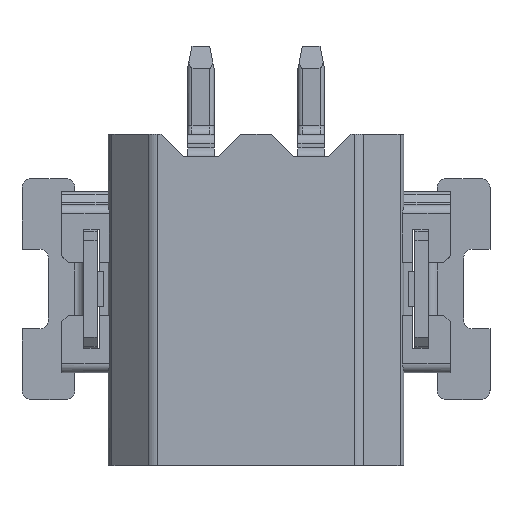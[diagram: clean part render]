
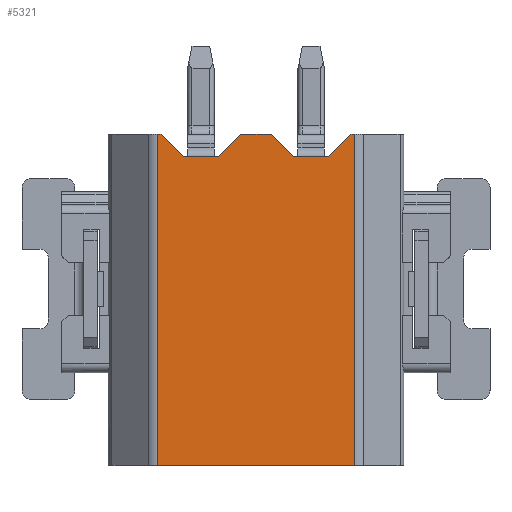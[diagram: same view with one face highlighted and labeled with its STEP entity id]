
A CAD part, top view. The second image highlights one B-rep face of the part: STEP entity #5321.
In plain terms, the highlighted planar face has unit normal (0, 0, 1).
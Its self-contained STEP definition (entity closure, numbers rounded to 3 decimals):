
#5321=ADVANCED_FACE('',(#10735),#10736,.T.);
#5561=VERTEX_POINT('',#11042);
#5565=VERTEX_POINT('',#11047);
#5567=EDGE_CURVE('',#5561,#5565,#11049,.T.);
#5827=VERTEX_POINT('',#11346);
#5831=VERTEX_POINT('',#11350);
#5833=EDGE_CURVE('',#5831,#5827,#11352,.T.);
#6129=VERTEX_POINT('',#11648);
#6133=EDGE_CURVE('',#6129,#5827,#11652,.T.);
#6295=VERTEX_POINT('',#11814);
#6297=EDGE_CURVE('',#6295,#5831,#11816,.T.);
#6549=VERTEX_POINT('',#12068);
#6553=VERTEX_POINT('',#12072);
#6555=EDGE_CURVE('',#6549,#6553,#12074,.T.);
#6695=VERTEX_POINT('',#12214);
#6699=EDGE_CURVE('',#6695,#6553,#12218,.T.);
#6705=VERTEX_POINT('',#12224);
#6707=EDGE_CURVE('',#6695,#6705,#12226,.T.);
#6737=VERTEX_POINT('',#12256);
#6739=EDGE_CURVE('',#6737,#5565,#12258,.T.);
#7205=EDGE_CURVE('',#6295,#5561,#12724,.T.);
#7207=EDGE_CURVE('',#6705,#6129,#12726,.T.);
#7209=VERTEX_POINT('',#12728);
#7211=EDGE_CURVE('',#7209,#6549,#12730,.T.);
#7213=EDGE_CURVE('',#6737,#7209,#12732,.T.);
#10735=FACE_OUTER_BOUND('',#18204,.T.);
#10736=PLANE('',#18205);
#11042=CARTESIAN_POINT('',(0.824,0.0,5.0));
#11047=CARTESIAN_POINT('',(0.824,7.5,5.0));
#11049=LINE('',#18827,#18828);
#11346=CARTESIAN_POINT('',(5.2,7.5,5.0));
#11350=CARTESIAN_POINT('',(5.276,7.5,5.0));
#11352=LINE('',#19401,#19402);
#11648=CARTESIAN_POINT('',(4.7,7.0,5.0));
#11652=LINE('',#19866,#19867);
#11814=CARTESIAN_POINT('',(5.276,0.,5.0));
#11816=LINE('',#20154,#20155);
#12068=CARTESIAN_POINT('',(2.2,7.0,5.0));
#12072=CARTESIAN_POINT('',(2.7,7.5,5.0));
#12074=LINE('',#20562,#20563);
#12214=CARTESIAN_POINT('',(3.4,7.5,5.0));
#12218=LINE('',#20792,#20793);
#12224=CARTESIAN_POINT('',(3.9,7.0,5.0));
#12226=LINE('',#20806,#20807);
#12256=CARTESIAN_POINT('',(0.9,7.5,5.0));
#12258=LINE('',#20861,#20862);
#12724=LINE('',#21632,#21633);
#12726=LINE('',#21636,#21637);
#12728=CARTESIAN_POINT('',(1.4,7.,5.0));
#12730=LINE('',#21642,#21643);
#12732=LINE('',#21646,#21647);
#18204=EDGE_LOOP('',(#27034,#27035,#27036,#27037,#27038,#27039,#27040,#27041,#27042,#27043,#27044,#27045));
#18205=AXIS2_PLACEMENT_3D('',#27046,#27047,#27048);
#18827=CARTESIAN_POINT('',(0.824,0.0,5.0));
#18828=VECTOR('',#27516,1.0);
#19401=CARTESIAN_POINT('',(5.276,7.5,5.0));
#19402=VECTOR('',#27669,1.0);
#19866=CARTESIAN_POINT('',(4.7,7.0,5.0));
#19867=VECTOR('',#27764,1.0);
#20154=CARTESIAN_POINT('',(5.276,0.,5.0));
#20155=VECTOR('',#27848,1.0);
#20562=CARTESIAN_POINT('',(2.2,7.0,5.0));
#20563=VECTOR('',#27948,1.0);
#20792=CARTESIAN_POINT('',(3.4,7.5,5.0));
#20793=VECTOR('',#27996,1.0);
#20806=CARTESIAN_POINT('',(3.4,7.5,5.0));
#20807=VECTOR('',#27999,1.0);
#20861=CARTESIAN_POINT('',(0.9,7.5,5.0));
#20862=VECTOR('',#28013,1.0);
#21632=CARTESIAN_POINT('',(3.05,0.0,5.0));
#21633=VECTOR('',#28190,1.0);
#21636=CARTESIAN_POINT('',(3.9,7.0,5.0));
#21637=VECTOR('',#28191,1.0);
#21642=CARTESIAN_POINT('',(1.4,7.0,5.0));
#21643=VECTOR('',#28192,1.0);
#21646=CARTESIAN_POINT('',(0.9,7.5,5.0));
#21647=VECTOR('',#28193,1.0);
#27034=ORIENTED_EDGE('',*,*,#7205,.F.);
#27035=ORIENTED_EDGE('',*,*,#6297,.T.);
#27036=ORIENTED_EDGE('',*,*,#5833,.T.);
#27037=ORIENTED_EDGE('',*,*,#6133,.F.);
#27038=ORIENTED_EDGE('',*,*,#7207,.F.);
#27039=ORIENTED_EDGE('',*,*,#6707,.F.);
#27040=ORIENTED_EDGE('',*,*,#6699,.T.);
#27041=ORIENTED_EDGE('',*,*,#6555,.F.);
#27042=ORIENTED_EDGE('',*,*,#7211,.F.);
#27043=ORIENTED_EDGE('',*,*,#7213,.F.);
#27044=ORIENTED_EDGE('',*,*,#6739,.T.);
#27045=ORIENTED_EDGE('',*,*,#5567,.F.);
#27046=CARTESIAN_POINT('',(0.769,7.688,5.0));
#27047=DIRECTION('',(0.0,0.0,1.0));
#27048=DIRECTION('',(1.0,0.0,0.0));
#27516=DIRECTION('',(0.0,1.0,0.0));
#27669=DIRECTION('',(-1.0,0.0,0.0));
#27764=DIRECTION('',(0.707,0.707,0.0));
#27848=DIRECTION('',(0.0,1.0,0.0));
#27948=DIRECTION('',(0.707,0.707,0.0));
#27996=DIRECTION('',(-1.0,0.0,0.0));
#27999=DIRECTION('',(0.707,-0.707,0.0));
#28013=DIRECTION('',(-1.0,0.0,0.0));
#28190=DIRECTION('',(-1.0,0.0,0.0));
#28191=DIRECTION('',(1.0,0.0,0.0));
#28192=DIRECTION('',(1.0,0.0,0.0));
#28193=DIRECTION('',(0.707,-0.707,0.0));
